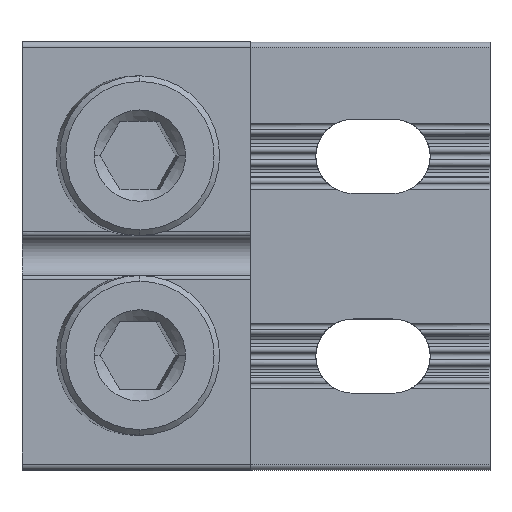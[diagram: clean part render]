
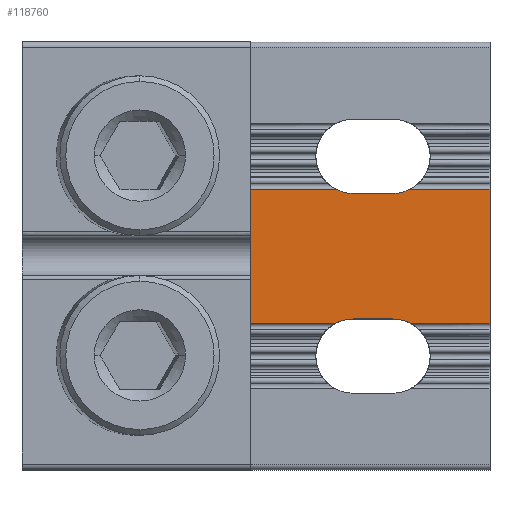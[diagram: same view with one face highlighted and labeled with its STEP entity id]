
A CAD part, top view. The second image highlights one B-rep face of the part: STEP entity #118760.
In plain terms, the highlighted planar face has unit normal (0, 0, 1).
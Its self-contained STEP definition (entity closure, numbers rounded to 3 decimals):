
#1350=CARTESIAN_POINT('',(17.,-5.885,18.4));
#1360=VERTEX_POINT('',#1350);
#1390=CARTESIAN_POINT('',(17.,10.175,18.4));
#1400=DIRECTION('',(0.,-1.,0.));
#1410=VECTOR('',#1400,1.);
#1420=LINE('',#1390,#1410);
#1430=CARTESIAN_POINT('',(17.,5.885,18.4));
#1440=VERTEX_POINT('',#1430);
#1450=EDGE_CURVE('',#1440,#1360,#1420,.T.);
#39270=CARTESIAN_POINT('',(-4.,22.575,18.4));
#39280=DIRECTION('',(0.,-1.,0.));
#39290=VECTOR('',#39280,1.);
#39300=LINE('',#39270,#39290);
#92560=CARTESIAN_POINT('',(5.,5.5,18.4));
#92570=VERTEX_POINT('',#92560);
#92600=CARTESIAN_POINT('',(5.,8.75,18.4));
#92610=DIRECTION('',(0.,0.,-1.));
#92620=DIRECTION('',(0.,1.,0.));
#92630=AXIS2_PLACEMENT_3D('',#92600,#92610,#92620);
#92640=CIRCLE('',#92630,3.25);
#92650=CARTESIAN_POINT('',(3.465,5.885,
18.4));
#92660=VERTEX_POINT('',#92650);
#92670=EDGE_CURVE('',#92570,#92660,#92640,.T.);
#98700=CARTESIAN_POINT('',(10.035,5.885,
18.4));
#98710=VERTEX_POINT('',#98700);
#98740=CARTESIAN_POINT('',(8.5,8.75,18.4));
#98750=DIRECTION('',(0.,0.,-1.));
#98760=DIRECTION('',(0.,1.,0.));
#98770=AXIS2_PLACEMENT_3D('',#98740,#98750,#98760);
#98780=CIRCLE('',#98770,3.25);
#98790=CARTESIAN_POINT('',(8.5,5.5,18.4));
#98800=VERTEX_POINT('',#98790);
#98810=EDGE_CURVE('',#98710,#98800,#98780,.T.);
#99190=CARTESIAN_POINT('',(22.,5.5,18.4));
#99200=DIRECTION('',(1.,0.,0.));
#99210=VECTOR('',#99200,1.);
#99220=LINE('',#99190,#99210);
#99230=EDGE_CURVE('',#92570,#98800,#99220,.T.);
#99580=CARTESIAN_POINT('',(8.5,-5.5,18.4));
#99590=VERTEX_POINT('',#99580);
#99620=CARTESIAN_POINT('',(8.5,-8.75,18.4));
#99630=DIRECTION('',(0.,0.,1.));
#99640=DIRECTION('',(0.,-1.,0.));
#99650=AXIS2_PLACEMENT_3D('',#99620,#99630,#99640);
#99660=CIRCLE('',#99650,3.25);
#99670=CARTESIAN_POINT('',(10.035,-5.885,
18.4));
#99680=VERTEX_POINT('',#99670);
#99690=EDGE_CURVE('',#99680,#99590,#99660,.T.);
#103160=CARTESIAN_POINT('',(5.,-5.5,18.4));
#103170=VERTEX_POINT('',#103160);
#103200=CARTESIAN_POINT('',(22.,-5.5,18.4));
#103210=DIRECTION('',(-1.,0.,0.));
#103220=VECTOR('',#103210,1.);
#103230=LINE('',#103200,#103220);
#103240=EDGE_CURVE('',#99590,#103170,#103230,.T.);
#112890=CARTESIAN_POINT('',(22.,5.885,18.4));
#112900=DIRECTION('',(-1.,0.,0.));
#112910=VECTOR('',#112900,1.);
#112920=LINE('',#112890,#112910);
#112930=CARTESIAN_POINT('',(-4.,5.885,18.4));
#112940=VERTEX_POINT('',#112930);
#112950=EDGE_CURVE('',#92660,#112940,#112920,.T.);
#116700=CARTESIAN_POINT('',(-4.,-5.885,18.4));
#116710=VERTEX_POINT('',#116700);
#116720=EDGE_CURVE('',#112940,#116710,#39300,.T.);
#118420=CARTESIAN_POINT('',(22.,22.575,18.4));
#118430=DIRECTION('',(0.,-0.,1.));
#118440=DIRECTION('',(0.,1.,0.));
#118450=AXIS2_PLACEMENT_3D('',#118420,#118430,#118440);
#118460=PLANE('',#118450);
#118470=ORIENTED_EDGE('',*,*,#116720,.T.);
#118480=ORIENTED_EDGE('',*,*,#112950,.T.);
#118490=ORIENTED_EDGE('',*,*,#92670,.T.);
#118500=ORIENTED_EDGE('',*,*,#99230,.F.);
#118510=ORIENTED_EDGE('',*,*,#98810,.T.);
#118520=EDGE_CURVE('',#1440,#98710,#112920,.T.);
#118530=ORIENTED_EDGE('',*,*,#118520,.T.);
#118540=ORIENTED_EDGE('',*,*,#1450,.F.);
#118550=CARTESIAN_POINT('',(22.,-5.885,18.4));
#118560=DIRECTION('',(-1.,0.,0.));
#118570=VECTOR('',#118560,1.);
#118580=LINE('',#118550,#118570);
#118590=EDGE_CURVE('',#1360,#99680,#118580,.T.);
#118600=ORIENTED_EDGE('',*,*,#118590,.F.);
#118610=ORIENTED_EDGE('',*,*,#99690,.F.);
#118620=ORIENTED_EDGE('',*,*,#103240,.F.);
#118630=CARTESIAN_POINT('',(5.,-8.75,18.4));
#118640=DIRECTION('',(0.,0.,-1.));
#118650=DIRECTION('',(0.,-1.,0.));
#118660=AXIS2_PLACEMENT_3D('',#118630,#118640,#118650);
#118670=CIRCLE('',#118660,3.25);
#118680=CARTESIAN_POINT('',(3.465,-5.885,
18.4));
#118690=VERTEX_POINT('',#118680);
#118700=EDGE_CURVE('',#118690,#103170,#118670,.T.);
#118710=ORIENTED_EDGE('',*,*,#118700,.T.);
#118720=EDGE_CURVE('',#118690,#116710,#118580,.T.);
#118730=ORIENTED_EDGE('',*,*,#118720,.F.);
#118740=EDGE_LOOP('',(#118730,#118710,#118620,#118610,#118600,#118540,
#118530,#118510,#118500,#118490,#118480,#118470));
#118750=FACE_OUTER_BOUND('',#118740,.T.);
#118760=ADVANCED_FACE('',(#118750),#118460,.T.);
